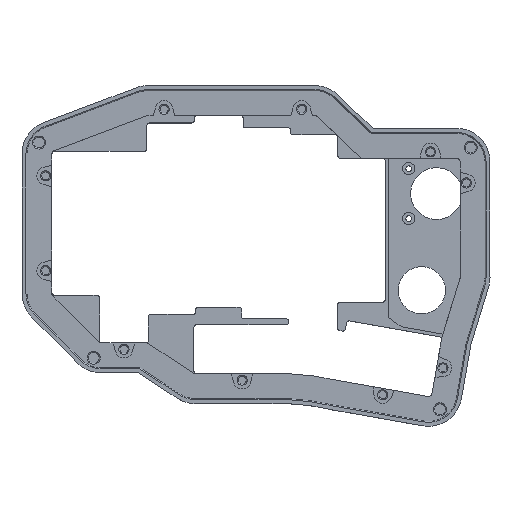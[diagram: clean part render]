
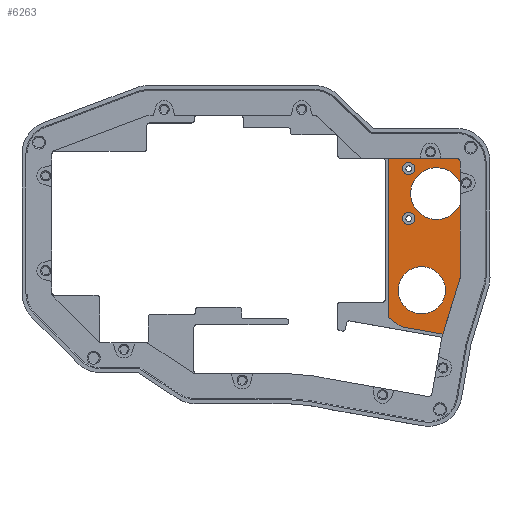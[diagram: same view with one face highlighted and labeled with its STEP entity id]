
A CAD part, top view. The second image highlights one B-rep face of the part: STEP entity #6263.
In plain terms, the highlighted planar face has unit normal (0, 0, 1).
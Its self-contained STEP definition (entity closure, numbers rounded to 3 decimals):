
#138=FACE_BOUND('',#976,.T.);
#139=FACE_BOUND('',#977,.T.);
#140=FACE_BOUND('',#978,.T.);
#261=PLANE('',#6894);
#583=FACE_OUTER_BOUND('',#975,.T.);
#975=EDGE_LOOP('',(#5391,#5392,#5393,#5394,#5395,#5396,#5397,#5398,#5399,
#5400));
#976=EDGE_LOOP('',(#5401));
#977=EDGE_LOOP('',(#5402));
#978=EDGE_LOOP('',(#5403));
#1608=LINE('',#10467,#2252);
#1618=LINE('',#10489,#2262);
#1622=LINE('',#10497,#2266);
#1625=LINE('',#10502,#2269);
#1627=LINE('',#10506,#2271);
#1628=LINE('',#10509,#2272);
#1629=LINE('',#10512,#2273);
#2252=VECTOR('',#8505,10.);
#2262=VECTOR('',#8527,10.);
#2266=VECTOR('',#8533,10.);
#2269=VECTOR('',#8538,10.);
#2271=VECTOR('',#8542,10.);
#2272=VECTOR('',#8545,10.);
#2273=VECTOR('',#8548,10.);
#2447=CIRCLE('',#6466,10.4);
#2448=CIRCLE('',#6468,2.45);
#2450=CIRCLE('',#6472,2.45);
#2639=CIRCLE('',#6890,9.5);
#2640=CIRCLE('',#6895,1.4);
#2641=CIRCLE('',#6896,1.4);
#2764=VERTEX_POINT('',#9188);
#2765=VERTEX_POINT('',#9190);
#2766=VERTEX_POINT('',#9194);
#2768=VERTEX_POINT('',#9201);
#3177=VERTEX_POINT('',#10464);
#3178=VERTEX_POINT('',#10466);
#3182=VERTEX_POINT('',#10483);
#3183=VERTEX_POINT('',#10487);
#3184=VERTEX_POINT('',#10488);
#3187=VERTEX_POINT('',#10496);
#3189=VERTEX_POINT('',#10505);
#3190=VERTEX_POINT('',#10508);
#3191=VERTEX_POINT('',#10510);
#3331=EDGE_CURVE('',#2765,#2764,#2447,.T.);
#3333=EDGE_CURVE('',#2766,#2766,#2448,.T.);
#3336=EDGE_CURVE('',#2768,#2768,#2450,.T.);
#3967=EDGE_CURVE('',#3177,#3178,#1608,.F.);
#3978=EDGE_CURVE('',#3182,#3182,#2639,.T.);
#3979=EDGE_CURVE('',#3183,#3184,#1618,.F.);
#3983=EDGE_CURVE('',#3184,#3187,#1622,.F.);
#3986=EDGE_CURVE('',#3187,#3177,#1625,.F.);
#3988=EDGE_CURVE('',#3189,#2764,#1627,.F.);
#3989=EDGE_CURVE('',#3178,#3189,#2640,.F.);
#3990=EDGE_CURVE('',#3190,#3183,#1628,.F.);
#3991=EDGE_CURVE('',#3191,#3190,#2641,.F.);
#3992=EDGE_CURVE('',#2765,#3191,#1629,.F.);
#5391=ORIENTED_EDGE('',*,*,#3331,.T.);
#5392=ORIENTED_EDGE('',*,*,#3988,.F.);
#5393=ORIENTED_EDGE('',*,*,#3989,.F.);
#5394=ORIENTED_EDGE('',*,*,#3967,.F.);
#5395=ORIENTED_EDGE('',*,*,#3986,.F.);
#5396=ORIENTED_EDGE('',*,*,#3983,.F.);
#5397=ORIENTED_EDGE('',*,*,#3979,.F.);
#5398=ORIENTED_EDGE('',*,*,#3990,.F.);
#5399=ORIENTED_EDGE('',*,*,#3991,.F.);
#5400=ORIENTED_EDGE('',*,*,#3992,.F.);
#5401=ORIENTED_EDGE('',*,*,#3333,.T.);
#5402=ORIENTED_EDGE('',*,*,#3336,.T.);
#5403=ORIENTED_EDGE('',*,*,#3978,.T.);
#6263=ADVANCED_FACE('',(#583,#138,#139,#140),#261,.T.);
#6466=AXIS2_PLACEMENT_3D('',#9191,#7222,#7223);
#6468=AXIS2_PLACEMENT_3D('',#9195,#7227,#7228);
#6472=AXIS2_PLACEMENT_3D('',#9202,#7236,#7237);
#6890=AXIS2_PLACEMENT_3D('',#10485,#8523,#8524);
#6894=AXIS2_PLACEMENT_3D('',#10504,#8540,#8541);
#6895=AXIS2_PLACEMENT_3D('',#10507,#8543,#8544);
#6896=AXIS2_PLACEMENT_3D('',#10511,#8546,#8547);
#7222=DIRECTION('center_axis',(0.,0.,-1.));
#7223=DIRECTION('ref_axis',(-1.,0.,0.));
#7227=DIRECTION('center_axis',(0.,0.,-1.));
#7228=DIRECTION('ref_axis',(-1.,0.,0.));
#7236=DIRECTION('center_axis',(0.,0.,-1.));
#7237=DIRECTION('ref_axis',(-1.,0.,0.));
#8505=DIRECTION('',(-1.,0.,0.));
#8523=DIRECTION('center_axis',(0.,0.,-1.));
#8524=DIRECTION('ref_axis',(1.,0.,0.));
#8527=DIRECTION('',(0.985,-0.174,0.));
#8533=DIRECTION('',(0.808,-0.589,0.));
#8538=DIRECTION('',(0.,-1.,0.));
#8540=DIRECTION('center_axis',(0.,0.,1.));
#8541=DIRECTION('ref_axis',(1.,0.,0.));
#8542=DIRECTION('',(0.,1.,0.));
#8543=DIRECTION('center_axis',(0.,0.,1.));
#8544=DIRECTION('ref_axis',(1.,0.,0.));
#8545=DIRECTION('',(0.292,0.956,0.));
#8546=DIRECTION('center_axis',(0.,0.,1.));
#8547=DIRECTION('ref_axis',(0.956,-0.292,0.));
#8548=DIRECTION('',(0.,1.,0.));
#9188=CARTESIAN_POINT('',(153.925,54.401,-19.));
#9190=CARTESIAN_POINT('',(153.925,45.674,-19.));
#9191=CARTESIAN_POINT('Origin',(144.485,50.037,-19.));
#9194=CARTESIAN_POINT('',(135.754,60.037,-19.));
#9195=CARTESIAN_POINT('Origin',(133.304,60.037,-19.));
#9201=CARTESIAN_POINT('',(135.754,40.037,-19.));
#9202=CARTESIAN_POINT('Origin',(133.304,40.037,-19.));
#10464=CARTESIAN_POINT('',(125.1,64.242,-19.));
#10466=CARTESIAN_POINT('',(152.525,64.243,-19.));
#10467=CARTESIAN_POINT('',(146.019,64.242,-19.));
#10483=CARTESIAN_POINT('',(129.025,11.218,-19.));
#10485=CARTESIAN_POINT('Origin',(138.525,11.218,-19.));
#10487=CARTESIAN_POINT('',(147.034,-6.373,-19.));
#10488=CARTESIAN_POINT('',(130.263,-3.416,-19.));
#10489=CARTESIAN_POINT('',(131.982,-3.719,-19.));
#10496=CARTESIAN_POINT('',(125.1,0.35,-19.));
#10497=CARTESIAN_POINT('',(122.999,1.882,-19.));
#10502=CARTESIAN_POINT('',(125.1,46.589,-19.));
#10504=CARTESIAN_POINT('Origin',(139.513,28.935,-19.));
#10505=CARTESIAN_POINT('',(153.925,62.843,-19.));
#10506=CARTESIAN_POINT('',(153.925,22.651,-19.));
#10507=CARTESIAN_POINT('Origin',(152.525,62.843,-19.));
#10508=CARTESIAN_POINT('',(153.864,15.958,-19.));
#10509=CARTESIAN_POINT('',(151.65,8.719,-19.));
#10510=CARTESIAN_POINT('',(153.925,16.367,-19.));
#10511=CARTESIAN_POINT('Origin',(152.525,16.367,-19.));
#10512=CARTESIAN_POINT('',(153.925,22.651,-19.));
